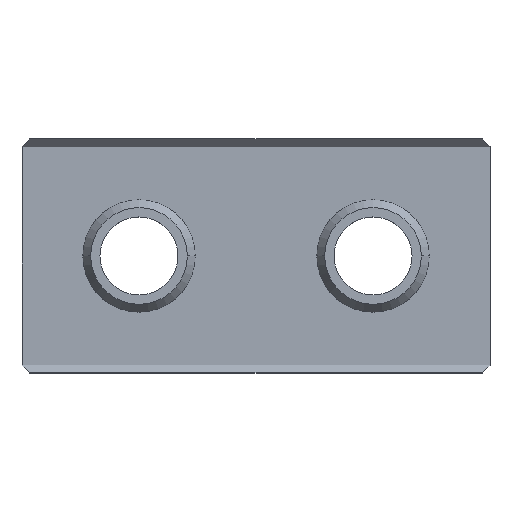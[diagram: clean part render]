
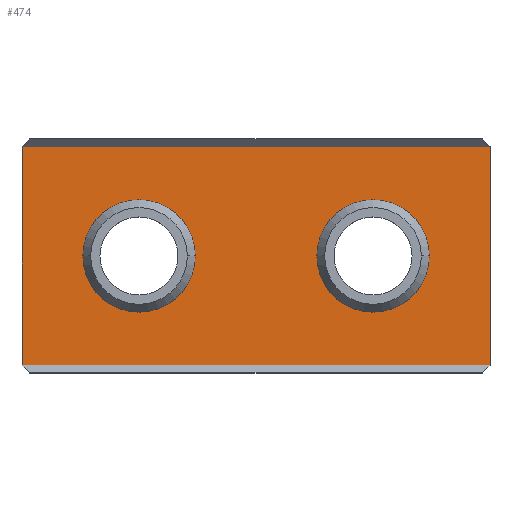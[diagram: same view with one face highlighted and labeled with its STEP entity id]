
A CAD part, top view. The second image highlights one B-rep face of the part: STEP entity #474.
In plain terms, the highlighted planar face has unit normal (0, 0, 1).
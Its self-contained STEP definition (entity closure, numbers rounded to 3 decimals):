
#9 = EDGE_CURVE ( 'NONE', #79, #660, #272, .T. ) ;
#10 = CARTESIAN_POINT ( 'NONE',  ( 75., 0., 15. ) ) ;
#18 = EDGE_LOOP ( 'NONE', ( #533, #653 ) ) ;
#32 = EDGE_CURVE ( 'NONE', #626, #205, #641, .T. ) ;
#34 = CARTESIAN_POINT ( 'NONE',  ( -150., 70., 15. ) ) ;
#42 = EDGE_CURVE ( 'NONE', #331, #230, #426, .T. ) ;
#43 = CARTESIAN_POINT ( 'NONE',  ( 111., 0., 15. ) ) ;
#50 = DIRECTION ( 'NONE',  ( -1., 0., 0. ) ) ;
#57 = ORIENTED_EDGE ( 'NONE', *, *, #42, .T. ) ;
#58 = LINE ( 'NONE', #414, #504 ) ;
#70 = EDGE_LOOP ( 'NONE', ( #461, #57 ) ) ;
#72 = EDGE_LOOP ( 'NONE', ( #545, #447, #288, #259 ) ) ;
#78 = CARTESIAN_POINT ( 'NONE',  ( -150., 70., 15. ) ) ;
#79 = VERTEX_POINT ( 'NONE', #43 ) ;
#81 = DIRECTION ( 'NONE',  ( -1., 0., 0. ) ) ;
#117 = CARTESIAN_POINT ( 'NONE',  ( -39., 0., 15. ) ) ;
#143 = EDGE_CURVE ( 'NONE', #230, #331, #515, .T. ) ;
#167 = FACE_OUTER_BOUND ( 'NONE', #72, .T. ) ;
#179 = DIRECTION ( 'NONE',  ( 0., 1., 0. ) ) ;
#189 = CARTESIAN_POINT ( 'NONE',  ( -150., 70., 15. ) ) ;
#205 = VERTEX_POINT ( 'NONE', #480 ) ;
#230 = VERTEX_POINT ( 'NONE', #117 ) ;
#233 = CARTESIAN_POINT ( 'NONE',  ( -150., -70., 15. ) ) ;
#257 = VECTOR ( 'NONE', #594, 1000. ) ;
#259 = ORIENTED_EDGE ( 'NONE', *, *, #32, .T. ) ;
#272 = CIRCLE ( 'NONE', #507, 36. ) ;
#284 = DIRECTION ( 'NONE',  ( 1., 0., 0. ) ) ;
#288 = ORIENTED_EDGE ( 'NONE', *, *, #637, .F. ) ;
#296 = DIRECTION ( 'NONE',  ( 0., 0., -1. ) ) ;
#307 = DIRECTION ( 'NONE',  ( 1., 0., 0. ) ) ;
#310 = CARTESIAN_POINT ( 'NONE',  ( 39., 0., 15. ) ) ;
#315 = FACE_BOUND ( 'NONE', #70, .T. ) ;
#330 = AXIS2_PLACEMENT_3D ( 'NONE', #547, #442, #81 ) ;
#331 = VERTEX_POINT ( 'NONE', #519 ) ;
#333 = DIRECTION ( 'NONE',  ( 1., 0., 0. ) ) ;
#340 = EDGE_CURVE ( 'NONE', #660, #79, #636, .T. ) ;
#342 = AXIS2_PLACEMENT_3D ( 'NONE', #10, #562, #307 ) ;
#379 = FACE_BOUND ( 'NONE', #18, .T. ) ;
#399 = CARTESIAN_POINT ( 'NONE',  ( -75., 0., 15. ) ) ;
#414 = CARTESIAN_POINT ( 'NONE',  ( 150., 70., 15. ) ) ;
#421 = VERTEX_POINT ( 'NONE', #544 ) ;
#426 = CIRCLE ( 'NONE', #330, 36. ) ;
#434 = LINE ( 'NONE', #34, #561 ) ;
#437 = CARTESIAN_POINT ( 'NONE',  ( -150., -70., 15. ) ) ;
#442 = DIRECTION ( 'NONE',  ( 0., 0., -1. ) ) ;
#447 = ORIENTED_EDGE ( 'NONE', *, *, #643, .F. ) ;
#461 = ORIENTED_EDGE ( 'NONE', *, *, #143, .T. ) ;
#474 = ADVANCED_FACE ( 'NONE', ( #379, #167, #315 ), #642, .F. ) ;
#480 = CARTESIAN_POINT ( 'NONE',  ( 150., -70., 15. ) ) ;
#481 = AXIS2_PLACEMENT_3D ( 'NONE', #78, #524, #489 ) ;
#489 = DIRECTION ( 'NONE',  ( 0., 1., 0. ) ) ;
#500 = CARTESIAN_POINT ( 'NONE',  ( 75., 0., 15. ) ) ;
#504 = VECTOR ( 'NONE', #620, 1000. ) ;
#507 = AXIS2_PLACEMENT_3D ( 'NONE', #500, #603, #333 ) ;
#515 = CIRCLE ( 'NONE', #563, 36. ) ;
#519 = CARTESIAN_POINT ( 'NONE',  ( -111., 0., 15. ) ) ;
#524 = DIRECTION ( 'NONE',  ( 0., 0., -1. ) ) ;
#533 = ORIENTED_EDGE ( 'NONE', *, *, #340, .F. ) ;
#541 = VECTOR ( 'NONE', #284, 1000. ) ;
#544 = CARTESIAN_POINT ( 'NONE',  ( 150., 70., 15. ) ) ;
#545 = ORIENTED_EDGE ( 'NONE', *, *, #664, .T. ) ;
#547 = CARTESIAN_POINT ( 'NONE',  ( -75., 0., 15. ) ) ;
#561 = VECTOR ( 'NONE', #179, 1000. ) ;
#562 = DIRECTION ( 'NONE',  ( 0., 0., 1. ) ) ;
#563 = AXIS2_PLACEMENT_3D ( 'NONE', #399, #296, #50 ) ;
#594 = DIRECTION ( 'NONE',  ( 1., 0., 0. ) ) ;
#601 = VERTEX_POINT ( 'NONE', #655 ) ;
#603 = DIRECTION ( 'NONE',  ( 0., 0., 1. ) ) ;
#620 = DIRECTION ( 'NONE',  ( 0., 1., 0. ) ) ;
#626 = VERTEX_POINT ( 'NONE', #233 ) ;
#636 = CIRCLE ( 'NONE', #342, 36. ) ;
#637 = EDGE_CURVE ( 'NONE', #626, #601, #434, .T. ) ;
#641 = LINE ( 'NONE', #437, #541 ) ;
#642 = PLANE ( 'NONE',  #481 ) ;
#643 = EDGE_CURVE ( 'NONE', #601, #421, #646, .T. ) ;
#646 = LINE ( 'NONE', #189, #257 ) ;
#653 = ORIENTED_EDGE ( 'NONE', *, *, #9, .F. ) ;
#655 = CARTESIAN_POINT ( 'NONE',  ( -150., 70., 15. ) ) ;
#660 = VERTEX_POINT ( 'NONE', #310 ) ;
#664 = EDGE_CURVE ( 'NONE', #205, #421, #58, .T. ) ;
